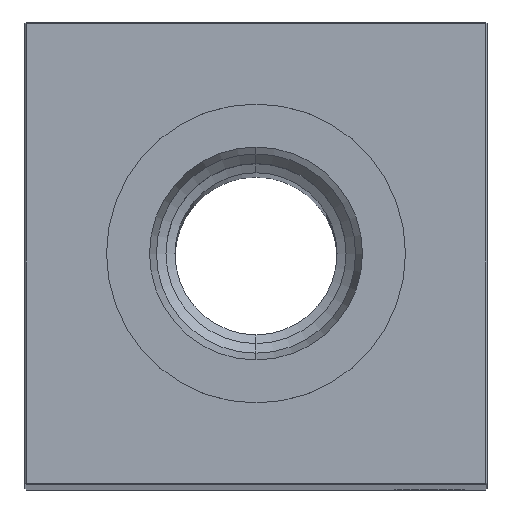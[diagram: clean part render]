
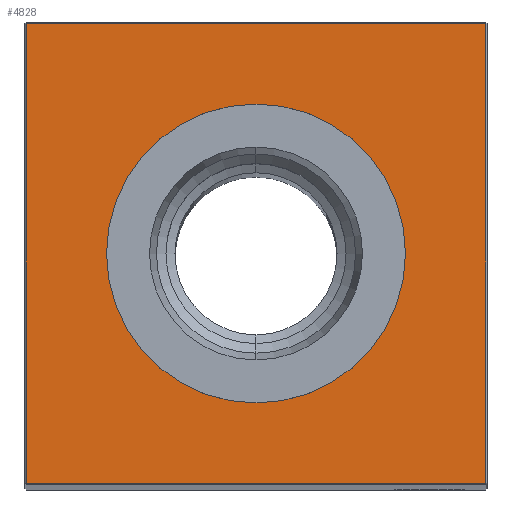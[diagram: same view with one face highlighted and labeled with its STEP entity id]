
A CAD part, top view. The second image highlights one B-rep face of the part: STEP entity #4828.
In plain terms, the highlighted planar face has unit normal (0, 0, 1).
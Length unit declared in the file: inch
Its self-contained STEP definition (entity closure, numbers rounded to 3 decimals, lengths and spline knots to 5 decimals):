
#911 = VECTOR ( 'NONE', #20741, 39.37008 ) ;
#1067 = EDGE_CURVE ( 'NONE', #17148, #16321, #2939, .T. ) ;
#1186 = DIRECTION ( 'NONE',  ( 0., 0., -1. ) ) ;
#1362 = DIRECTION ( 'NONE',  ( -1., 0., 0. ) ) ;
#2291 = DIRECTION ( 'NONE',  ( -1., 0., 0. ) ) ;
#2939 = CIRCLE ( 'NONE', #9758, 0.80709 ) ;
#3229 = LINE ( 'NONE', #5621, #8391 ) ;
#3235 = VERTEX_POINT ( 'NONE', #3596 ) ;
#3596 = CARTESIAN_POINT ( 'NONE',  ( -1.24, 1.24, 15.5 ) ) ;
#3693 = AXIS2_PLACEMENT_3D ( 'NONE', #7304, #1186, #13046 ) ;
#3714 = EDGE_CURVE ( 'NONE', #19310, #3235, #3229, .T. ) ;
#3753 = LINE ( 'NONE', #15621, #11599 ) ;
#4620 = VERTEX_POINT ( 'NONE', #26090 ) ;
#4828 = ADVANCED_FACE ( 'NONE', ( #9438, #5050 ), #19323, .F. ) ;
#5050 = FACE_BOUND ( 'NONE', #13646, .T. ) ;
#5514 = ORIENTED_EDGE ( 'NONE', *, *, #10577, .T. ) ;
#5621 = CARTESIAN_POINT ( 'NONE',  ( 0., 1.24, 15.5 ) ) ;
#6875 = DIRECTION ( 'NONE',  ( 0., 0., -1. ) ) ;
#7290 = VECTOR ( 'NONE', #13966, 39.37008 ) ;
#7304 = CARTESIAN_POINT ( 'NONE',  ( 0., 0., 15.5 ) ) ;
#7625 = EDGE_CURVE ( 'NONE', #23723, #4620, #13838, .T. ) ;
#7759 = CIRCLE ( 'NONE', #23146, 0.80709 ) ;
#7825 = CARTESIAN_POINT ( 'NONE',  ( 0., -1.24, 15.5 ) ) ;
#8106 = ORIENTED_EDGE ( 'NONE', *, *, #21742, .T. ) ;
#8391 = VECTOR ( 'NONE', #1362, 39.37008 ) ;
#8787 = CARTESIAN_POINT ( 'NONE',  ( 0., 0.80709, 15.5 ) ) ;
#9098 = CARTESIAN_POINT ( 'NONE',  ( 1.24, 0., 15.5 ) ) ;
#9136 = DIRECTION ( 'NONE',  ( -1., 0., 0. ) ) ;
#9438 = FACE_OUTER_BOUND ( 'NONE', #17888, .T. ) ;
#9758 = AXIS2_PLACEMENT_3D ( 'NONE', #16817, #18430, #2291 ) ;
#10577 = EDGE_CURVE ( 'NONE', #4620, #19310, #11091, .T. ) ;
#11091 = LINE ( 'NONE', #9098, #911 ) ;
#11599 = VECTOR ( 'NONE', #21653, 39.37008 ) ;
#12652 = EDGE_CURVE ( 'NONE', #3235, #23723, #3753, .T. ) ;
#13046 = DIRECTION ( 'NONE',  ( -1., 0., 0. ) ) ;
#13646 = EDGE_LOOP ( 'NONE', ( #25517, #8106 ) ) ;
#13838 = LINE ( 'NONE', #7825, #7290 ) ;
#13966 = DIRECTION ( 'NONE',  ( 1., 0., 0. ) ) ;
#14513 = ORIENTED_EDGE ( 'NONE', *, *, #7625, .T. ) ;
#15072 = ORIENTED_EDGE ( 'NONE', *, *, #3714, .T. ) ;
#15599 = CARTESIAN_POINT ( 'NONE',  ( -1.24, -1.24, 15.5 ) ) ;
#15621 = CARTESIAN_POINT ( 'NONE',  ( -1.24, 0., 15.5 ) ) ;
#16321 = VERTEX_POINT ( 'NONE', #23595 ) ;
#16630 = ORIENTED_EDGE ( 'NONE', *, *, #12652, .T. ) ;
#16817 = CARTESIAN_POINT ( 'NONE',  ( 0., 0., 15.5 ) ) ;
#17148 = VERTEX_POINT ( 'NONE', #8787 ) ;
#17150 = CARTESIAN_POINT ( 'NONE',  ( 0., 0., 15.5 ) ) ;
#17888 = EDGE_LOOP ( 'NONE', ( #16630, #14513, #5514, #15072 ) ) ;
#18430 = DIRECTION ( 'NONE',  ( 0., 0., -1. ) ) ;
#19310 = VERTEX_POINT ( 'NONE', #21567 ) ;
#19323 = PLANE ( 'NONE',  #3693 ) ;
#20741 = DIRECTION ( 'NONE',  ( 0., 1., 0. ) ) ;
#21567 = CARTESIAN_POINT ( 'NONE',  ( 1.24, 1.24, 15.5 ) ) ;
#21653 = DIRECTION ( 'NONE',  ( 0., -1., 0. ) ) ;
#21742 = EDGE_CURVE ( 'NONE', #16321, #17148, #7759, .T. ) ;
#23146 = AXIS2_PLACEMENT_3D ( 'NONE', #17150, #6875, #9136 ) ;
#23595 = CARTESIAN_POINT ( 'NONE',  ( 0., -0.80709, 15.5 ) ) ;
#23723 = VERTEX_POINT ( 'NONE', #15599 ) ;
#25517 = ORIENTED_EDGE ( 'NONE', *, *, #1067, .T. ) ;
#26090 = CARTESIAN_POINT ( 'NONE',  ( 1.24, -1.24, 15.5 ) ) ;
